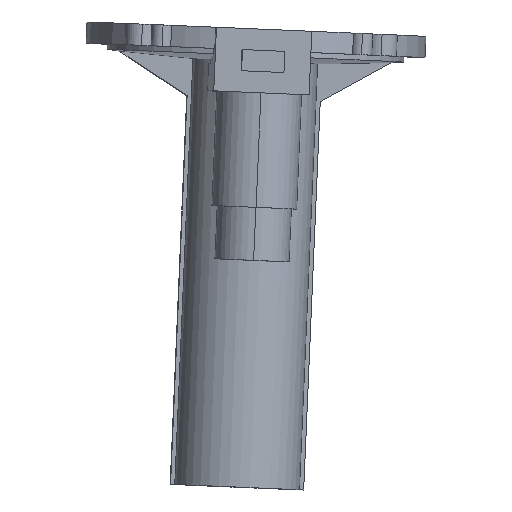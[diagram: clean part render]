
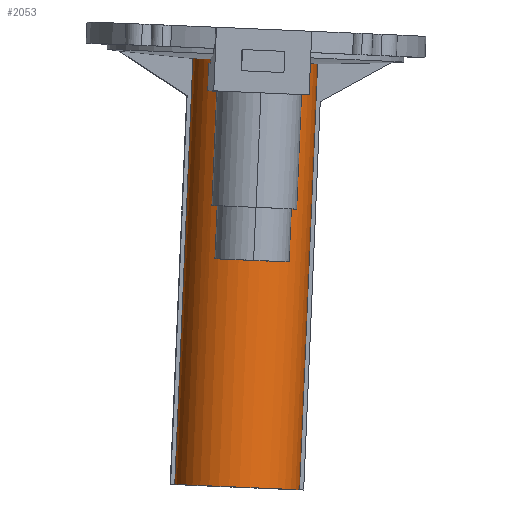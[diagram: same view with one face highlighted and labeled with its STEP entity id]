
A CAD part, top view. The second image highlights one B-rep face of the part: STEP entity #2053.
In plain terms, the highlighted cylindrical face has radius 74.93 mm (diameter 149.86 mm), a partial arc.
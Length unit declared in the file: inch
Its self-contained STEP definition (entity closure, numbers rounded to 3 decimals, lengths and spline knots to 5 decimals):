
#7 = VECTOR ( 'NONE', #244, 39.37008 ) ;
#11 = AXIS2_PLACEMENT_3D ( 'NONE', #366, #2443, #1711 ) ;
#26 = CARTESIAN_POINT ( 'NONE',  ( 0., 0., 1.7 ) ) ;
#30 = DIRECTION ( 'NONE',  ( 0., 0., 1. ) ) ;
#37 = EDGE_CURVE ( 'NONE', #1015, #666, #239, .T. ) ;
#40 = EDGE_CURVE ( 'NONE', #537, #1953, #411, .T. ) ;
#43 = CARTESIAN_POINT ( 'NONE',  ( 2.94906, 0.07454, 1. ) ) ;
#85 = ORIENTED_EDGE ( 'NONE', *, *, #1815, .F. ) ;
#91 = EDGE_CURVE ( 'NONE', #1220, #2119, #2024, .T. ) ;
#95 = ORIENTED_EDGE ( 'NONE', *, *, #2301, .T. ) ;
#98 = CARTESIAN_POINT ( 'NONE',  ( -2.16675, 2.00192, 1.7 ) ) ;
#172 = CARTESIAN_POINT ( 'NONE',  ( 2.32917, 1.81038, 3. ) ) ;
#178 = DIRECTION ( 'NONE',  ( -0.999, 0.043, 0. ) ) ;
#180 = CARTESIAN_POINT ( 'NONE',  ( 1.46043, 2.56313, -0.00004 ) ) ;
#191 = AXIS2_PLACEMENT_3D ( 'NONE', #2228, #2387, #495 ) ;
#211 = CARTESIAN_POINT ( 'NONE',  ( 0., 0., 21.6 ) ) ;
#214 = EDGE_CURVE ( 'NONE', #1220, #2044, #1380, .T. ) ;
#232 = LINE ( 'NONE', #992, #296 ) ;
#239 = CIRCLE ( 'NONE', #11, 2.95 ) ;
#244 = DIRECTION ( 'NONE',  ( 0., 0., 1. ) ) ;
#273 = ORIENTED_EDGE ( 'NONE', *, *, #37, .F. ) ;
#296 = VECTOR ( 'NONE', #1971, 39.37008 ) ;
#346 = VERTEX_POINT ( 'NONE', #1599 ) ;
#366 = CARTESIAN_POINT ( 'NONE',  ( 0., 0., 21.6 ) ) ;
#411 = LINE ( 'NONE', #180, #1709 ) ;
#448 = CARTESIAN_POINT ( 'NONE',  ( 2.94906, 0.07454, 21.6 ) ) ;
#451 = ORIENTED_EDGE ( 'NONE', *, *, #91, .T. ) ;
#495 = DIRECTION ( 'NONE',  ( -0.043, -0.999, 0. ) ) ;
#528 = CARTESIAN_POINT ( 'NONE',  ( -1.23713, 2.67806, -0.00004 ) ) ;
#537 = VERTEX_POINT ( 'NONE', #749 ) ;
#557 = ORIENTED_EDGE ( 'NONE', *, *, #2286, .T. ) ;
#574 = CARTESIAN_POINT ( 'NONE',  ( -2.16675, 2.00192, 1.7 ) ) ;
#582 = CARTESIAN_POINT ( 'NONE',  ( 2.94906, 0.07454, 1.5 ) ) ;
#604 = CYLINDRICAL_SURFACE ( 'NONE', #1924, 2.95 ) ;
#666 = VERTEX_POINT ( 'NONE', #978 ) ;
#721 = EDGE_CURVE ( 'NONE', #2438, #1015, #1707, .T. ) ;
#747 = DIRECTION ( 'NONE',  ( -0.043, -0.999, 0. ) ) ;
#749 = CARTESIAN_POINT ( 'NONE',  ( 1.46043, 2.56313, 1.5 ) ) ;
#781 = DIRECTION ( 'NONE',  ( 0., 0., 1. ) ) ;
#798 = CARTESIAN_POINT ( 'NONE',  ( -1.23713, 2.67806, 1.7 ) ) ;
#838 = ORIENTED_EDGE ( 'NONE', *, *, #214, .F. ) ;
#888 = ORIENTED_EDGE ( 'NONE', *, *, #40, .T. ) ;
#943 = VECTOR ( 'NONE', #2242, 39.37008 ) ;
#946 = AXIS2_PLACEMENT_3D ( 'NONE', #1904, #30, #975 ) ;
#947 = FACE_OUTER_BOUND ( 'NONE', #2013, .T. ) ;
#970 = DIRECTION ( 'NONE',  ( 0., 0., -1. ) ) ;
#975 = DIRECTION ( 'NONE',  ( -0.999, 0.043, 0. ) ) ;
#978 = CARTESIAN_POINT ( 'NONE',  ( -2.93203, 0.3251, 21.6 ) ) ;
#992 = CARTESIAN_POINT ( 'NONE',  ( 2.32917, 1.81038, 1.7 ) ) ;
#1015 = VERTEX_POINT ( 'NONE', #448 ) ;
#1016 = AXIS2_PLACEMENT_3D ( 'NONE', #2296, #781, #178 ) ;
#1059 = LINE ( 'NONE', #1670, #2442 ) ;
#1064 = LINE ( 'NONE', #528, #943 ) ;
#1164 = DIRECTION ( 'NONE',  ( 0., 0., 1. ) ) ;
#1220 = VERTEX_POINT ( 'NONE', #574 ) ;
#1291 = CARTESIAN_POINT ( 'NONE',  ( -1.23713, 2.67806, 1.5 ) ) ;
#1336 = CARTESIAN_POINT ( 'NONE',  ( 1.46043, 2.56313, 1.7 ) ) ;
#1347 = DIRECTION ( 'NONE',  ( 0., 0., -1. ) ) ;
#1352 = DIRECTION ( 'NONE',  ( -0.043, -0.999, 0. ) ) ;
#1380 = LINE ( 'NONE', #98, #7 ) ;
#1383 = EDGE_CURVE ( 'NONE', #2174, #1677, #232, .T. ) ;
#1425 = CARTESIAN_POINT ( 'NONE',  ( 2.32917, 1.81038, 1.7 ) ) ;
#1475 = ORIENTED_EDGE ( 'NONE', *, *, #1383, .T. ) ;
#1484 = DIRECTION ( 'NONE',  ( 0., 0., -1. ) ) ;
#1523 = DIRECTION ( 'NONE',  ( 0., 0., 1. ) ) ;
#1599 = CARTESIAN_POINT ( 'NONE',  ( -2.93203, 0.3251, 1.5 ) ) ;
#1626 = DIRECTION ( 'NONE',  ( 0., 0., 1. ) ) ;
#1631 = VECTOR ( 'NONE', #1523, 39.37008 ) ;
#1670 = CARTESIAN_POINT ( 'NONE',  ( -2.93203, 0.3251, 1. ) ) ;
#1677 = VERTEX_POINT ( 'NONE', #172 ) ;
#1686 = CARTESIAN_POINT ( 'NONE',  ( -2.16675, 2.00192, 3. ) ) ;
#1690 = CIRCLE ( 'NONE', #191, 2.95 ) ;
#1692 = AXIS2_PLACEMENT_3D ( 'NONE', #2425, #1484, #747 ) ;
#1707 = LINE ( 'NONE', #43, #1631 ) ;
#1709 = VECTOR ( 'NONE', #1164, 39.37008 ) ;
#1711 = DIRECTION ( 'NONE',  ( -0.999, 0.043, 0. ) ) ;
#1787 = ORIENTED_EDGE ( 'NONE', *, *, #721, .F. ) ;
#1788 = ORIENTED_EDGE ( 'NONE', *, *, #1951, .T. ) ;
#1815 = EDGE_CURVE ( 'NONE', #1817, #2119, #1064, .T. ) ;
#1817 = VERTEX_POINT ( 'NONE', #1291 ) ;
#1828 = AXIS2_PLACEMENT_3D ( 'NONE', #26, #970, #1352 ) ;
#1831 = ORIENTED_EDGE ( 'NONE', *, *, #2304, .T. ) ;
#1861 = ORIENTED_EDGE ( 'NONE', *, *, #1868, .F. ) ;
#1868 = EDGE_CURVE ( 'NONE', #2044, #1677, #1690, .T. ) ;
#1891 = CIRCLE ( 'NONE', #1016, 2.95 ) ;
#1904 = CARTESIAN_POINT ( 'NONE',  ( 0., 0., 1.5 ) ) ;
#1924 = AXIS2_PLACEMENT_3D ( 'NONE', #211, #1347, #2439 ) ;
#1926 = CIRCLE ( 'NONE', #946, 2.95 ) ;
#1951 = EDGE_CURVE ( 'NONE', #1817, #346, #1891, .T. ) ;
#1953 = VERTEX_POINT ( 'NONE', #1336 ) ;
#1971 = DIRECTION ( 'NONE',  ( 0., 0., 1. ) ) ;
#2013 = EDGE_LOOP ( 'NONE', ( #557, #273, #1787, #1831, #888, #95, #1475, #1861, #838, #451, #85, #1788 ) ) ;
#2024 = CIRCLE ( 'NONE', #1828, 2.95 ) ;
#2044 = VERTEX_POINT ( 'NONE', #1686 ) ;
#2053 = ADVANCED_FACE ( 'NONE', ( #947 ), #604, .T. ) ;
#2119 = VERTEX_POINT ( 'NONE', #798 ) ;
#2174 = VERTEX_POINT ( 'NONE', #1425 ) ;
#2228 = CARTESIAN_POINT ( 'NONE',  ( 0., 0., 3. ) ) ;
#2242 = DIRECTION ( 'NONE',  ( 0., 0., 1. ) ) ;
#2286 = EDGE_CURVE ( 'NONE', #346, #666, #1059, .T. ) ;
#2296 = CARTESIAN_POINT ( 'NONE',  ( 0., 0., 1.5 ) ) ;
#2301 = EDGE_CURVE ( 'NONE', #1953, #2174, #2355, .T. ) ;
#2304 = EDGE_CURVE ( 'NONE', #2438, #537, #1926, .T. ) ;
#2355 = CIRCLE ( 'NONE', #1692, 2.95 ) ;
#2387 = DIRECTION ( 'NONE',  ( 0., 0., -1. ) ) ;
#2425 = CARTESIAN_POINT ( 'NONE',  ( 0., 0., 1.7 ) ) ;
#2438 = VERTEX_POINT ( 'NONE', #582 ) ;
#2439 = DIRECTION ( 'NONE',  ( 0.999, -0.043, 0. ) ) ;
#2442 = VECTOR ( 'NONE', #1626, 39.37008 ) ;
#2443 = DIRECTION ( 'NONE',  ( 0., 0., 1. ) ) ;
